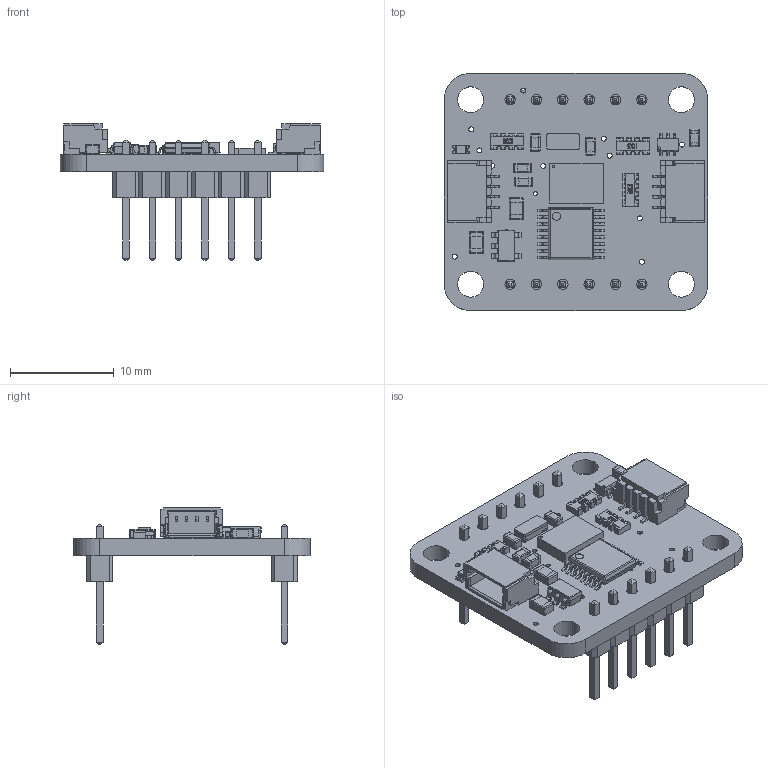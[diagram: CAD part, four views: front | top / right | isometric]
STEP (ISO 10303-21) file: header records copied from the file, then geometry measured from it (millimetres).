
FILE_DESCRIPTION(/* description */ (''),/* implementation_level */ '2;1');
FILE_NAME(/* name */ 'Adafruit BNO085 STEMMA QT v4.step',/* time_stamp */ '2025-06-16T12:01:38+08:00',/* author */ (''),/* organization */ (''),/* preprocessor_version */ 'ST-DEVELOPER v20.1',/* originating_system */ 'Autodesk Translation Framework v14.10.0.0',/* authorisation */ '');
FILE_SCHEMA (('AUTOMOTIVE_DESIGN { 1 0 10303 214 3 1 1 }'));
Products named in the file (29): Adafruit BNO085 STEMMA QT; Printed Circuit Board; BNO055-9axis-IMU v2; BNO085-9axis-IMU v1; CD74HC4050PW v2; BODY-TSSOP; LEAD-TSSOP; LED 0603 single color v1; Crystal_XTAL3215_32.768KHz v2; SOT23-5 v1; BSS138PS v2; CAPC-0805-T0.95-BN v1; CAPC-0603-T0.9-BN v1; CAPC-0603-T0.9-BN v1 (1); CAPC-0805-T0.95-BN v1 (1); CAPC-0603-T0.9-BN v1 (3); CAPC-0603-T0.9-BN v1 (2); YC164_RESPACK v1; YC164_RESPACK v1 (2); YC164_RESPACK v1 (1); qwicc v1; qwicc v1 (1); Male Header 6x1 v1; Header Body; Pin; CAPC-0603-T0.9-BN v1 (4); Male Header 6x1 v1 (1); Header Body (1); Pin (1)
Assembly tree (53 placements, depth 3):
  Adafruit BNO085 STEMMA QT
    Printed Circuit Board
    BNO055-9axis-IMU v2
    BNO085-9axis-IMU v1
    CD74HC4050PW v2
      BODY-TSSOP
      LEAD-TSSOP  x16
    LED 0603 single color v1
    Crystal_XTAL3215_32.768KHz v2
    SOT23-5 v1
    BSS138PS v2
    CAPC-0805-T0.95-BN v1
    CAPC-0603-T0.9-BN v1
    CAPC-0603-T0.9-BN v1 (1)
    CAPC-0805-T0.95-BN v1 (1)
    CAPC-0603-T0.9-BN v1 (3)
    CAPC-0603-T0.9-BN v1 (2)
    YC164_RESPACK v1
    YC164_RESPACK v1 (2)
    YC164_RESPACK v1 (1)
    qwicc v1
    qwicc v1 (1)
    Male Header 6x1 v1
      Header Body
      Pin  x6
    CAPC-0603-T0.9-BN v1 (4)
    Male Header 6x1 v1 (1)
      Header Body (1)
      Pin (1)  x6
Bounding box: 25.4 x 22.86 x 13.14 mm (x, y, z)
Volume: 1306.1 mm3; surface area: 2988.7 mm2
Topology: 140 solids, 140 shells, 2842 faces, 7113 edges, 4563 vertices
Faces by surface type: plane 2125, cylinder 503, bspline 150, sphere 64
Full cylindrical faces by diameter (mm): 0.214 x4, 0.22 x1, 0.394 x2, 0.483 x28, 0.8 x1, 1 x12, 2.5 x4
Entity records: 77355 total; most frequent: CARTESIAN_POINT 15992, ORIENTED_EDGE 12474, DIRECTION 11702, EDGE_CURVE 6237, LINE 4980, VECTOR 4980, VERTEX_POINT 4043, AXIS2_PLACEMENT_3D 3361
